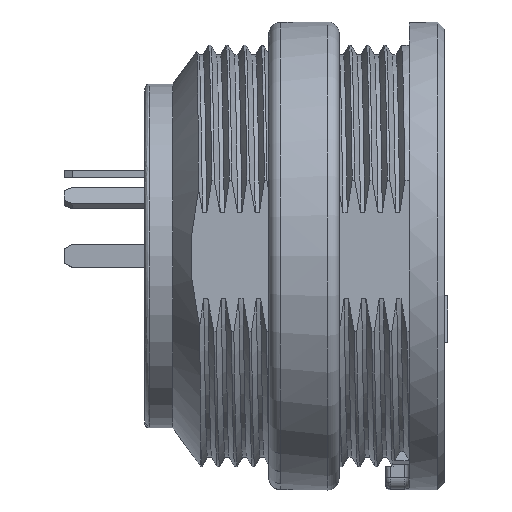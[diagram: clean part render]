
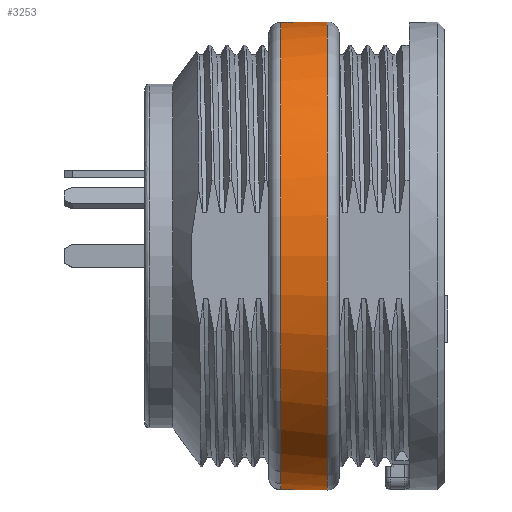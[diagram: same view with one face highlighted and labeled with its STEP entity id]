
A CAD part, top view. The second image highlights one B-rep face of the part: STEP entity #3253.
In plain terms, the highlighted cylindrical face has radius 10 mm (diameter 20 mm), a full revolution.
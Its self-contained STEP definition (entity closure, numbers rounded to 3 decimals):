
#2263=FACE_BOUND('',#4424,.T.);
#2264=FACE_BOUND('',#4425,.T.);
#2554=CYLINDRICAL_SURFACE('',#11623,10.);
#3253=ADVANCED_FACE('',(#2263,#2264),#2554,.T.);
#4424=EDGE_LOOP('',(#6086));
#4425=EDGE_LOOP('',(#6087,#6088,#6089,#6090,#6091,#6092,#6093,#6094));
#4851=CIRCLE('',#11609,10.);
#4855=CIRCLE('',#11619,10.);
#4856=CIRCLE('',#11620,10.);
#4857=CIRCLE('',#11621,10.);
#4858=CIRCLE('',#11622,10.);
#6086=ORIENTED_EDGE('',*,*,#9277,.F.);
#6087=ORIENTED_EDGE('',*,*,#9269,.F.);
#6088=ORIENTED_EDGE('',*,*,#9249,.T.);
#6089=ORIENTED_EDGE('',*,*,#9275,.T.);
#6090=ORIENTED_EDGE('',*,*,#9278,.T.);
#6091=ORIENTED_EDGE('',*,*,#9223,.F.);
#6092=ORIENTED_EDGE('',*,*,#9279,.T.);
#6093=ORIENTED_EDGE('',*,*,#9239,.T.);
#6094=ORIENTED_EDGE('',*,*,#9280,.T.);
#8149=VERTEX_POINT('',#41691);
#8150=VERTEX_POINT('',#41693);
#8162=VERTEX_POINT('',#41849);
#8163=VERTEX_POINT('',#41851);
#8170=VERTEX_POINT('',#41887);
#8171=VERTEX_POINT('',#41889);
#8180=VERTEX_POINT('',#42256);
#8183=VERTEX_POINT('',#42301);
#8184=VERTEX_POINT('',#42306);
#9223=EDGE_CURVE('',#8149,#8150,#10261,.T.);
#9239=EDGE_CURVE('',#8163,#8162,#10266,.T.);
#9249=EDGE_CURVE('',#8171,#8170,#4851,.T.);
#9269=EDGE_CURVE('',#8171,#8180,#10271,.T.);
#9275=EDGE_CURVE('',#8170,#8183,#10275,.T.);
#9277=EDGE_CURVE('',#8184,#8184,#4855,.T.);
#9278=EDGE_CURVE('',#8183,#8150,#4856,.T.);
#9279=EDGE_CURVE('',#8149,#8163,#4857,.T.);
#9280=EDGE_CURVE('',#8162,#8180,#4858,.T.);
#10261=LINE('',#41692,#10930);
#10266=LINE('',#41850,#10935);
#10271=LINE('',#42255,#10940);
#10275=LINE('',#42302,#10944);
#10930=VECTOR('',#12488,1.);
#10935=VECTOR('',#12495,1.);
#10940=VECTOR('',#12524,1.);
#10944=VECTOR('',#12530,1.);
#11609=AXIS2_PLACEMENT_3D('',#41888,#12507,#12508);
#11619=AXIS2_PLACEMENT_3D('',#42305,#12534,#12535);
#11620=AXIS2_PLACEMENT_3D('',#42307,#12536,#12537);
#11621=AXIS2_PLACEMENT_3D('',#42308,#12538,#12539);
#11622=AXIS2_PLACEMENT_3D('',#42309,#12540,#12541);
#11623=AXIS2_PLACEMENT_3D('',#42310,#12542,#12543);
#12488=DIRECTION('',(-1.,0.,0.));
#12495=DIRECTION('',(-1.,0.,0.));
#12507=DIRECTION('',(1.,0.,0.));
#12508=DIRECTION('',(0.,1.,0.));
#12524=DIRECTION('',(-1.,0.,0.));
#12530=DIRECTION('',(-1.,0.,0.));
#12534=DIRECTION('',(1.,0.,0.));
#12535=DIRECTION('',(0.,1.,0.));
#12536=DIRECTION('',(1.,0.,0.));
#12537=DIRECTION('',(0.,1.,0.));
#12538=DIRECTION('',(1.,0.,0.));
#12539=DIRECTION('',(0.,1.,0.));
#12540=DIRECTION('',(1.,0.,0.));
#12541=DIRECTION('',(0.,1.,0.));
#12542=DIRECTION('',(1.,0.,0.));
#12543=DIRECTION('',(0.,1.,0.));
#41691=CARTESIAN_POINT('',(1.65,-9.982,0.6));
#41692=CARTESIAN_POINT('',(1.65,-9.982,0.6));
#41693=CARTESIAN_POINT('',(1.15,-9.982,0.6));
#41849=CARTESIAN_POINT('',(1.15,-9.982,-0.6));
#41850=CARTESIAN_POINT('',(1.65,-9.982,-0.6));
#41851=CARTESIAN_POINT('',(1.65,-9.982,-0.6));
#41887=CARTESIAN_POINT('',(1.65,9.982,0.6));
#41888=CARTESIAN_POINT('',(1.65,0.,0.));
#41889=CARTESIAN_POINT('',(1.65,9.982,-0.6));
#42255=CARTESIAN_POINT('',(1.65,9.982,-0.6));
#42256=CARTESIAN_POINT('',(1.15,9.982,-0.6));
#42301=CARTESIAN_POINT('',(1.15,9.982,0.6));
#42302=CARTESIAN_POINT('',(3.65,9.982,0.6));
#42305=CARTESIAN_POINT('',(3.15,0.,0.));
#42306=CARTESIAN_POINT('',(3.15,10.,0.));
#42307=CARTESIAN_POINT('',(1.15,0.,0.));
#42308=CARTESIAN_POINT('',(1.65,0.,0.));
#42309=CARTESIAN_POINT('',(1.15,0.,0.));
#42310=CARTESIAN_POINT('',(3.65,0.,0.));
